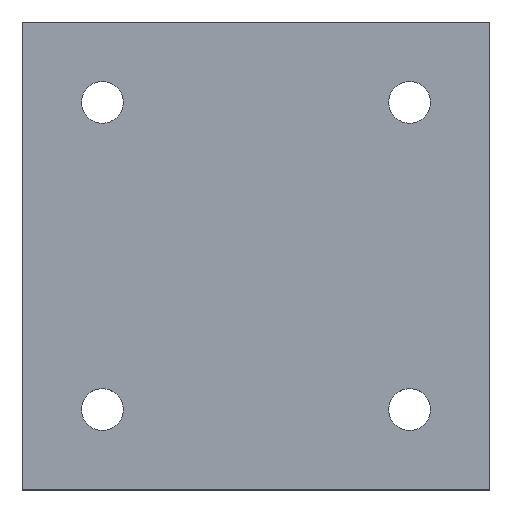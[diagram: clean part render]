
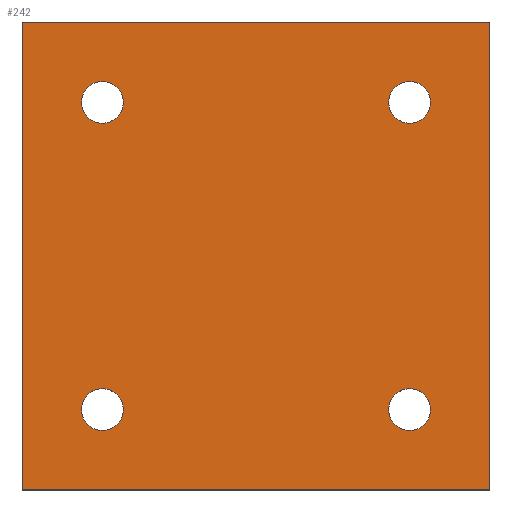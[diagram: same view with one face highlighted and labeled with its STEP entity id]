
A CAD part, top view. The second image highlights one B-rep face of the part: STEP entity #242.
In plain terms, the highlighted planar face has unit normal (0, 0, 1).
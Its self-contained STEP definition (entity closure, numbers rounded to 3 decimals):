
#72=CIRCLE('',#261,3.);
#74=CIRCLE('',#264,3.);
#76=CIRCLE('',#267,3.);
#78=CIRCLE('',#271,3.);
#108=ORIENTED_EDGE('',*,*,#126,.T.);
#109=ORIENTED_EDGE('',*,*,#130,.T.);
#110=ORIENTED_EDGE('',*,*,#133,.T.);
#111=ORIENTED_EDGE('',*,*,#141,.T.);
#112=ORIENTED_EDGE('',*,*,#138,.F.);
#113=ORIENTED_EDGE('',*,*,#136,.F.);
#114=ORIENTED_EDGE('',*,*,#134,.F.);
#115=ORIENTED_EDGE('',*,*,#142,.F.);
#126=EDGE_CURVE('',#147,#146,#162,.T.);
#130=EDGE_CURVE('',#146,#149,#166,.T.);
#133=EDGE_CURVE('',#149,#151,#169,.T.);
#134=EDGE_CURVE('',#152,#152,#72,.T.);
#136=EDGE_CURVE('',#154,#154,#74,.T.);
#138=EDGE_CURVE('',#156,#156,#76,.T.);
#141=EDGE_CURVE('',#151,#147,#171,.T.);
#142=EDGE_CURVE('',#158,#158,#78,.T.);
#146=VERTEX_POINT('',#379);
#147=VERTEX_POINT('',#381);
#149=VERTEX_POINT('',#387);
#151=VERTEX_POINT('',#393);
#152=VERTEX_POINT('',#397);
#154=VERTEX_POINT('',#402);
#156=VERTEX_POINT('',#407);
#158=VERTEX_POINT('',#415);
#162=LINE('',#380,#174);
#166=LINE('',#388,#178);
#169=LINE('',#394,#181);
#171=LINE('',#412,#183);
#174=VECTOR('',#297,1000.);
#178=VECTOR('',#303,1000.);
#181=VECTOR('',#308,1000.);
#183=VECTOR('',#330,1000.);
#196=EDGE_LOOP('',(#108,#109,#110,#111));
#197=EDGE_LOOP('',(#112));
#198=EDGE_LOOP('',(#113));
#199=EDGE_LOOP('',(#114));
#200=EDGE_LOOP('',(#115));
#218=FACE_BOUND('',#196,.T.);
#219=FACE_BOUND('',#197,.T.);
#220=FACE_BOUND('',#198,.T.);
#221=FACE_BOUND('',#199,.T.);
#222=FACE_BOUND('',#200,.T.);
#232=PLANE('',#273);
#242=ADVANCED_FACE('',(#218,#219,#220,#221,#222),#232,.T.);
#261=AXIS2_PLACEMENT_3D('',#396,#311,#312);
#264=AXIS2_PLACEMENT_3D('',#401,#317,#318);
#267=AXIS2_PLACEMENT_3D('',#406,#323,#324);
#271=AXIS2_PLACEMENT_3D('',#414,#333,#334);
#273=AXIS2_PLACEMENT_3D('',#418,#337,#338);
#297=DIRECTION('',(0.,-1.,0.));
#303=DIRECTION('',(1.,0.,0.));
#308=DIRECTION('',(0.,1.,0.));
#311=DIRECTION('',(0.,0.,1.));
#312=DIRECTION('',(1.,0.,0.));
#317=DIRECTION('',(0.,0.,1.));
#318=DIRECTION('',(1.,0.,0.));
#323=DIRECTION('',(0.,0.,1.));
#324=DIRECTION('',(1.,0.,0.));
#330=DIRECTION('',(-1.,0.,0.));
#333=DIRECTION('',(0.,0.,1.));
#334=DIRECTION('',(1.,0.,0.));
#337=DIRECTION('',(0.,0.,1.));
#338=DIRECTION('',(1.,0.,0.));
#379=CARTESIAN_POINT('',(0.,0.,3.));
#380=CARTESIAN_POINT('',(0.,67.,3.));
#381=CARTESIAN_POINT('',(0.,67.,3.));
#387=CARTESIAN_POINT('',(67.,0.,3.));
#388=CARTESIAN_POINT('',(0.,0.,3.));
#393=CARTESIAN_POINT('',(67.,67.,3.));
#394=CARTESIAN_POINT('',(67.,0.,3.));
#396=CARTESIAN_POINT('',(55.5,11.5,3.));
#397=CARTESIAN_POINT('',(58.5,11.5,3.));
#401=CARTESIAN_POINT('',(11.5,55.5,3.));
#402=CARTESIAN_POINT('',(14.5,55.5,3.));
#406=CARTESIAN_POINT('',(11.5,11.5,3.));
#407=CARTESIAN_POINT('',(14.5,11.5,3.));
#412=CARTESIAN_POINT('',(67.,67.,3.));
#414=CARTESIAN_POINT('',(55.5,55.5,3.));
#415=CARTESIAN_POINT('',(58.5,55.5,3.));
#418=CARTESIAN_POINT('',(11.5,11.5,3.));
